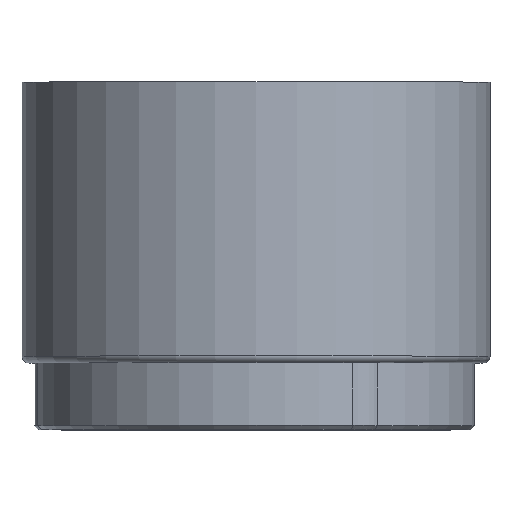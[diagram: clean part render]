
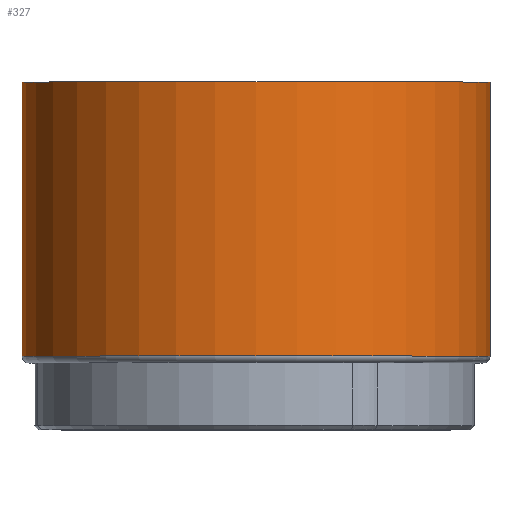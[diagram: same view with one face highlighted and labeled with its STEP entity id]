
A CAD part, top view. The second image highlights one B-rep face of the part: STEP entity #327.
In plain terms, the highlighted cylindrical face has radius 44.45 mm (diameter 88.9 mm), a full revolution.
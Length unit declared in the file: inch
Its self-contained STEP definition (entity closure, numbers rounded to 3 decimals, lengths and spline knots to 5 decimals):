
#30=LINE('',#614,#41);
#41=VECTOR('',#493,1.75);
#50=CYLINDRICAL_SURFACE('',#390,1.75);
#70=FACE_OUTER_BOUND('',#95,.T.);
#95=EDGE_LOOP('',(#277,#278,#279,#280,#281));
#128=CIRCLE('',#380,1.75);
#129=CIRCLE('',#382,1.75);
#132=CIRCLE('',#385,1.75);
#158=VERTEX_POINT('',#597);
#159=VERTEX_POINT('',#600);
#160=VERTEX_POINT('',#601);
#197=EDGE_CURVE('',#158,#158,#128,.T.);
#198=EDGE_CURVE('',#159,#160,#129,.T.);
#201=EDGE_CURVE('',#160,#159,#132,.T.);
#205=EDGE_CURVE('',#158,#159,#30,.T.);
#277=ORIENTED_EDGE('',*,*,#197,.F.);
#278=ORIENTED_EDGE('',*,*,#205,.T.);
#279=ORIENTED_EDGE('',*,*,#201,.F.);
#280=ORIENTED_EDGE('',*,*,#198,.F.);
#281=ORIENTED_EDGE('',*,*,#205,.F.);
#327=ADVANCED_FACE('',(#70),#50,.T.);
#380=AXIS2_PLACEMENT_3D('',#598,#471,#472);
#382=AXIS2_PLACEMENT_3D('',#602,#475,#476);
#385=AXIS2_PLACEMENT_3D('',#606,#481,#482);
#390=AXIS2_PLACEMENT_3D('',#613,#491,#492);
#471=DIRECTION('center_axis',(0.,1.,0.));
#472=DIRECTION('ref_axis',(-1.,0.,0.));
#475=DIRECTION('center_axis',(0.,-1.,0.));
#476=DIRECTION('ref_axis',(-1.,0.,0.));
#481=DIRECTION('center_axis',(0.,-1.,0.));
#482=DIRECTION('ref_axis',(-1.,0.,0.));
#491=DIRECTION('center_axis',(0.,1.,0.));
#492=DIRECTION('ref_axis',(-1.,0.,0.));
#493=DIRECTION('',(0.,-1.,0.));
#597=CARTESIAN_POINT('',(1.75,5.18557,0.));
#598=CARTESIAN_POINT('Origin',(0.,5.18557,0.));
#600=CARTESIAN_POINT('',(1.75,3.13557,0.));
#601=CARTESIAN_POINT('',(0.,3.13557,-1.75));
#602=CARTESIAN_POINT('Origin',(0.,3.13557,0.));
#606=CARTESIAN_POINT('Origin',(0.,3.13557,0.));
#613=CARTESIAN_POINT('Origin',(0.,3.08557,0.));
#614=CARTESIAN_POINT('',(1.75,3.08557,0.));
